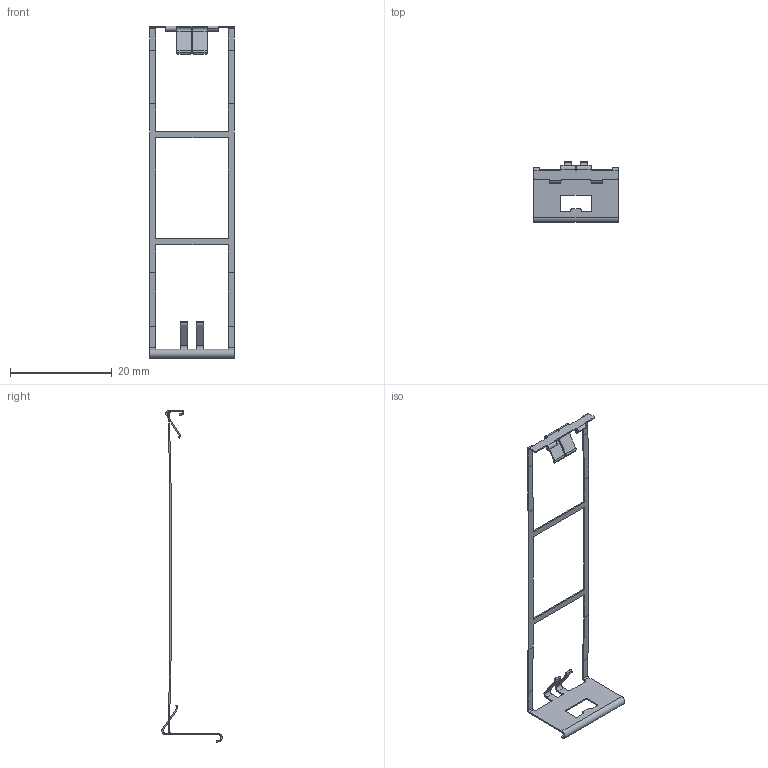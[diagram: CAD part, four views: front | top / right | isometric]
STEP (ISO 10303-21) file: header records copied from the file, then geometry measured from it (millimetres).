
FILE_DESCRIPTION (( 'STEP AP214' ), '1' );
FILE_NAME ('05-00416--A118674-001.STEP', '2020-09-22T15:40:13', ( '' ), ( '' ), 'SwSTEP 2.0', 'SolidWorks 2018', '' );
FILE_SCHEMA (( 'AUTOMOTIVE_DESIGN' ));
Length unit declared in the file: millimetre
Products named in the file (2): 05-00416--A118674-001
Bounding box: 16.6 x 11.83 x 65.1 mm (x, y, z)
Volume: 114.1 mm3; surface area: 1033.3 mm2
Topology: 1 solids, 1 shells, 240 faces, 590 edges, 348 vertices
Faces by surface type: plane 152, cylinder 88
Entity records: 7031 total; most frequent: CARTESIAN_POINT 1246, DIRECTION 1236, ORIENTED_EDGE 1180, EDGE_CURVE 590, VECTOR 412, LINE 412, AXIS2_PLACEMENT_3D 412, VERTEX_POINT 348
